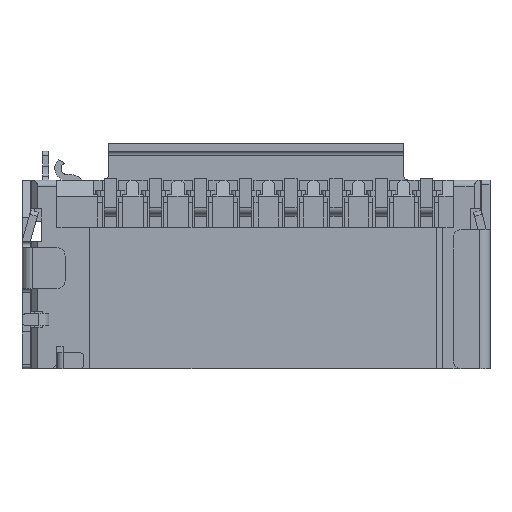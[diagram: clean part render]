
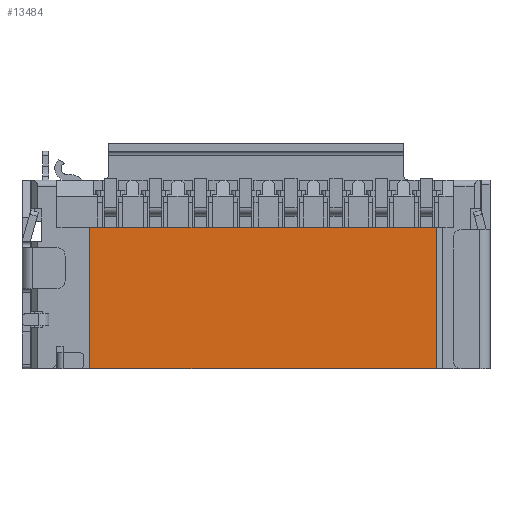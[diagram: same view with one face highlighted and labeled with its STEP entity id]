
A CAD part, front view. The second image highlights one B-rep face of the part: STEP entity #13484.
In plain terms, the highlighted planar face has unit normal (0, -1, 0).
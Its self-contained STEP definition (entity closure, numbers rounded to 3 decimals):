
#725=DIRECTION('',(0.,0.,1.));
#726=VECTOR('',#725,3.45);
#727=CARTESIAN_POINT('',(-4.35,-0.9,-2.3));
#728=LINE('',#727,#726);
#729=DIRECTION('',(-1.,0.,0.));
#730=VECTOR('',#729,8.45);
#731=CARTESIAN_POINT('',(4.1,-0.9,1.15));
#732=LINE('',#731,#730);
#733=DIRECTION('',(0.,0.,-1.));
#734=VECTOR('',#733,3.45);
#735=CARTESIAN_POINT('',(4.1,-0.9,1.15));
#736=LINE('',#735,#734);
#941=DIRECTION('',(1.,0.,0.));
#942=VECTOR('',#941,8.45);
#943=CARTESIAN_POINT('',(-4.35,-0.9,-2.3));
#944=LINE('',#943,#942);
#11049=CARTESIAN_POINT('',(-4.35,-0.9,-2.3));
#11051=VERTEX_POINT('',#11049);
#11058=CARTESIAN_POINT('',(-4.35,-0.9,1.15));
#11059=VERTEX_POINT('',#11058);
#12197=CARTESIAN_POINT('',(4.1,-0.9,-2.3));
#12198=VERTEX_POINT('',#12197);
#12199=CARTESIAN_POINT('',(4.1,-0.9,1.15));
#12200=VERTEX_POINT('',#12199);
#13470=CARTESIAN_POINT('',(-4.35,-0.9,-2.3));
#13471=DIRECTION('',(0.,-1.,0.));
#13472=DIRECTION('',(1.,0.,0.));
#13473=AXIS2_PLACEMENT_3D('',#13470,#13471,#13472);
#13474=PLANE('',#13473);
#13476=ORIENTED_EDGE('',*,*,#13475,.F.);
#13478=ORIENTED_EDGE('',*,*,#13477,.T.);
#13479=ORIENTED_EDGE('',*,*,#13389,.F.);
#13481=ORIENTED_EDGE('',*,*,#13480,.T.);
#13482=EDGE_LOOP('',(#13476,#13478,#13479,#13481));
#13483=FACE_OUTER_BOUND('',#13482,.F.);
#13484=ADVANCED_FACE('',(#13483),#13474,.T.);
#13389=EDGE_CURVE('',#12200,#11059,#732,.T.);
#13475=EDGE_CURVE('',#11051,#12198,#944,.T.);
#13477=EDGE_CURVE('',#11051,#11059,#728,.T.);
#13480=EDGE_CURVE('',#12200,#12198,#736,.T.);
